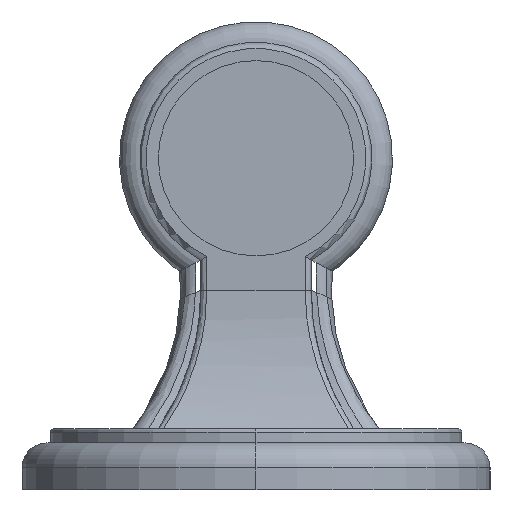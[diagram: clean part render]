
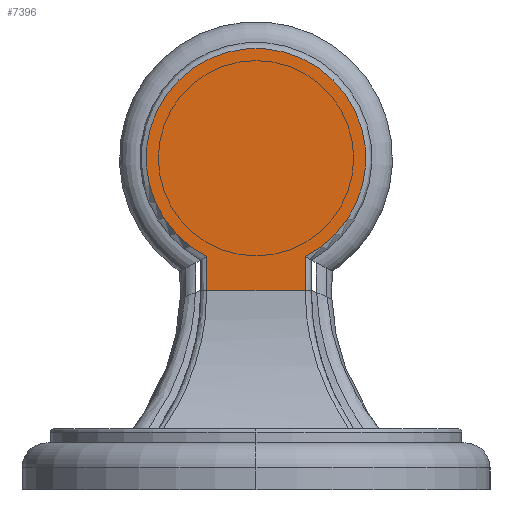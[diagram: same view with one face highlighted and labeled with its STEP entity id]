
A CAD part, left-side view. The second image highlights one B-rep face of the part: STEP entity #7396.
In plain terms, the highlighted planar face has unit normal (-1, 0, 0).
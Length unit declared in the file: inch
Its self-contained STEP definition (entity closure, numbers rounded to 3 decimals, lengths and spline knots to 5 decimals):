
#5531=CARTESIAN_POINT('',(-24.35417,0.31516,
1.27701));
#5559=CARTESIAN_POINT('',(-24.35417,-0.31516,
1.277));
#5989=DIRECTION('',(0.,0.,-1.));
#5990=VECTOR('',#5989,0.21848);
#5991=CARTESIAN_POINT('',(-24.35417,0.31517,
1.49549));
#5992=LINE('',#5991,#5990);
#5993=CARTESIAN_POINT('',(-24.35417,0.,2.125));
#5994=DIRECTION('',(1.,0.,0.));
#5995=DIRECTION('',(0.,0.448,-0.894));
#5996=AXIS2_PLACEMENT_3D('',#5993,#5994,#5995);
#5998=DIRECTION('',(0.,0.,1.));
#5999=VECTOR('',#5998,0.21848);
#6000=CARTESIAN_POINT('',(-24.35417,-0.31516,
1.277));
#6001=LINE('',#6000,#5999);
#6002=DIRECTION('',(0.,1.,0.));
#6003=VECTOR('',#6002,0.63033);
#6004=CARTESIAN_POINT('',(-24.35417,-0.31516,
1.277));
#6005=LINE('',#6004,#6003);
#6179=VERTEX_POINT('',#5531);
#6180=CARTESIAN_POINT('',(-24.35417,0.31517,
1.49549));
#6181=VERTEX_POINT('',#6180);
#6184=CARTESIAN_POINT('',(-24.35417,-0.31517,
1.49549));
#6185=VERTEX_POINT('',#6184);
#6190=VERTEX_POINT('',#5559);
#7383=CARTESIAN_POINT('',(-24.35417,-0.625,1.277));
#7384=DIRECTION('',(1.,0.,0.));
#7385=DIRECTION('',(0.,0.,1.));
#7386=AXIS2_PLACEMENT_3D('',#7383,#7384,#7385);
#7387=PLANE('',#7386);
#7389=ORIENTED_EDGE('',*,*,#7388,.F.);
#7390=ORIENTED_EDGE('',*,*,#7373,.T.);
#7392=ORIENTED_EDGE('',*,*,#7391,.F.);
#7393=ORIENTED_EDGE('',*,*,#6412,.T.);
#7394=EDGE_LOOP('',(#7389,#7390,#7392,#7393));
#7395=FACE_OUTER_BOUND('',#7394,.F.);
#7396=ADVANCED_FACE('',(#7395),#7387,.F.);
#5997=CIRCLE('',#5996,0.704);
#6412=EDGE_CURVE('',#6190,#6179,#6005,.T.);
#7373=EDGE_CURVE('',#6181,#6185,#5997,.T.);
#7388=EDGE_CURVE('',#6181,#6179,#5992,.T.);
#7391=EDGE_CURVE('',#6190,#6185,#6001,.T.);
